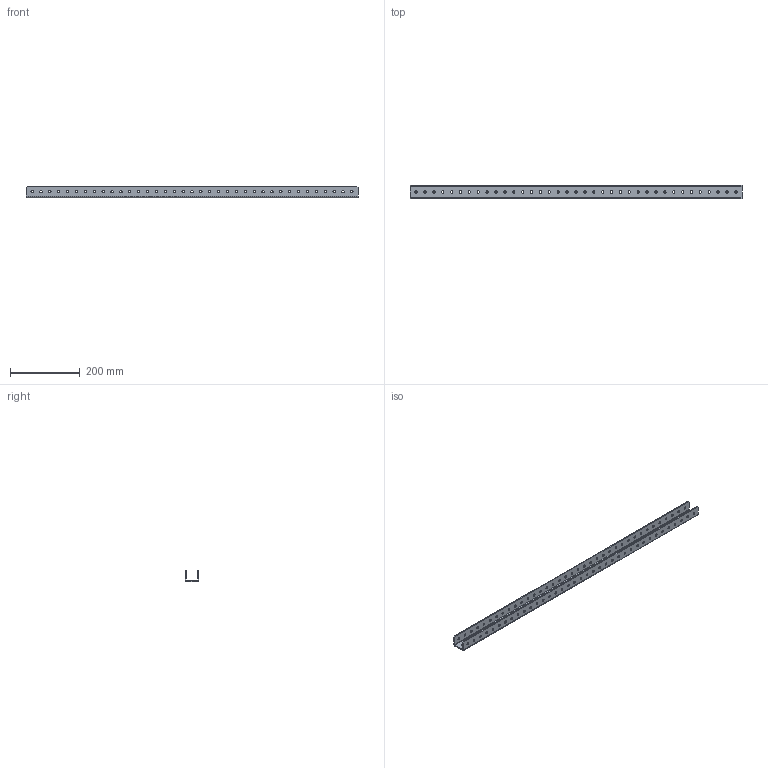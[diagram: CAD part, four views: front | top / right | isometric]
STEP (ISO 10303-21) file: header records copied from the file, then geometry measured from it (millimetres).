
FILE_DESCRIPTION((''),'2;1');
FILE_NAME('KitBot_BUMPER.stp','2007-01-11T21:24:22',('uidk0133'),(''),'Autodesk Inventor (R) 6.0','Autodesk Inventor (R) 6.0','');
FILE_SCHEMA(('AUTOMOTIVE_DESIGN { 1 0 10303 214 1 1 1 1 }'));
Length unit declared in the file: inch
Products named in the file (1): KitBot_BUMPER
Bounding box: 949.33 x 39.37 x 32.04 mm (x, y, z)
Volume: 262027.9 mm3; surface area: 185424.2 mm2
Topology: 1 solids, 1 shells, 240 faces, 714 edges, 476 vertices
Faces by surface type: bspline 222, plane 14, cylinder 4
Entity records: 11685 total; most frequent: CARTESIAN_POINT 5205, ORIENTED_EDGE 1428, DIRECTION 1204, EDGE_CURVE 714, VERTEX_POINT 476, AXIS2_PLACEMENT_3D 471, EDGE_LOOP 462, CIRCLE 452
